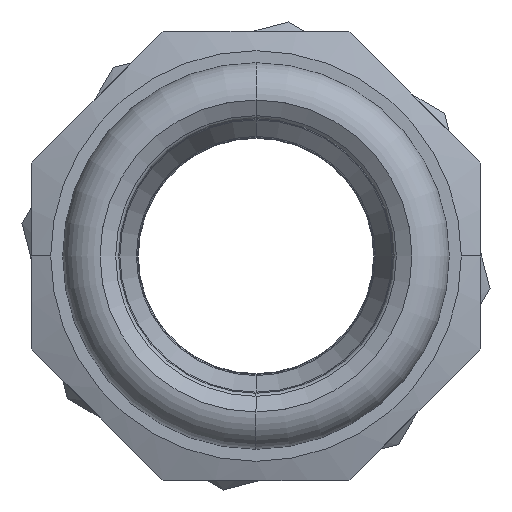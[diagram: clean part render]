
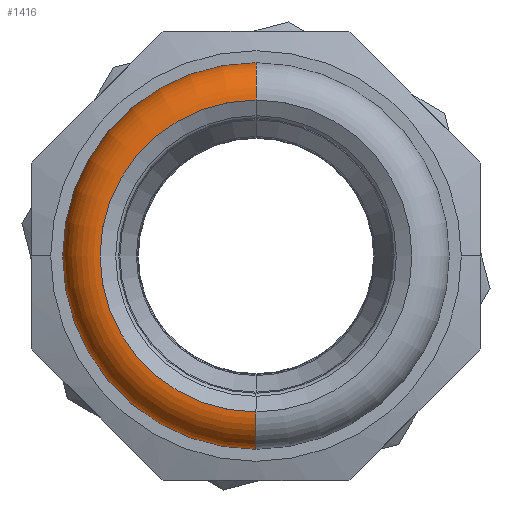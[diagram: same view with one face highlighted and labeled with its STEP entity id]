
A CAD part, left-side view. The second image highlights one B-rep face of the part: STEP entity #1416.
In plain terms, the highlighted toroidal (fillet/blend) face has major radius 12.501 mm and minor radius 3 mm.
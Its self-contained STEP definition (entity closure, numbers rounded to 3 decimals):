
#78 = CARTESIAN_POINT ( 'NONE',  ( -27.903, 0., -14.003 ) ) ;
#118 = ORIENTED_EDGE ( 'NONE', *, *, #1013, .T. ) ;
#133 = AXIS2_PLACEMENT_3D ( 'NONE', #2104, #737, #1820 ) ;
#215 = CARTESIAN_POINT ( 'NONE',  ( -33.5, 0., 0. ) ) ;
#303 = CARTESIAN_POINT ( 'NONE',  ( -33.5, 0., 12.5 ) ) ;
#519 = CARTESIAN_POINT ( 'NONE',  ( -30.5, 0., 0. ) ) ;
#673 = VERTEX_POINT ( 'NONE', #78 ) ;
#683 = AXIS2_PLACEMENT_3D ( 'NONE', #215, #1377, #1625 ) ;
#737 = DIRECTION ( 'NONE',  ( -1., 0., 0. ) ) ;
#889 = ORIENTED_EDGE ( 'NONE', *, *, #1679, .F. ) ;
#1013 = EDGE_CURVE ( 'NONE', #1604, #673, #3424, .T. ) ;
#1027 = CARTESIAN_POINT ( 'NONE',  ( -27.903, 0., 14.003 ) ) ;
#1049 = AXIS2_PLACEMENT_3D ( 'NONE', #519, #3241, #1569 ) ;
#1172 = EDGE_LOOP ( 'NONE', ( #118, #1368, #1821, #889 ) ) ;
#1368 = ORIENTED_EDGE ( 'NONE', *, *, #3072, .T. ) ;
#1377 = DIRECTION ( 'NONE',  ( -1., 0., 0. ) ) ;
#1416 = ADVANCED_FACE ( 'NONE', ( #1605 ), #3527, .T. ) ;
#1569 = DIRECTION ( 'NONE',  ( 0., 0., 1. ) ) ;
#1604 = VERTEX_POINT ( 'NONE', #1027 ) ;
#1605 = FACE_OUTER_BOUND ( 'NONE', #1172, .T. ) ;
#1625 = DIRECTION ( 'NONE',  ( 0., 0., 1. ) ) ;
#1679 = EDGE_CURVE ( 'NONE', #1604, #3153, #2095, .T. ) ;
#1729 = AXIS2_PLACEMENT_3D ( 'NONE', #2446, #2691, #3283 ) ;
#1820 = DIRECTION ( 'NONE',  ( 0., 0., 1. ) ) ;
#1821 = ORIENTED_EDGE ( 'NONE', *, *, #2628, .F. ) ;
#1825 = VERTEX_POINT ( 'NONE', #3021 ) ;
#1940 = CIRCLE ( 'NONE', #683, 12.5 ) ;
#2095 = CIRCLE ( 'NONE', #2952, 3. ) ;
#2104 = CARTESIAN_POINT ( 'NONE',  ( -27.903, 0., 0. ) ) ;
#2446 = CARTESIAN_POINT ( 'NONE',  ( -30.5, 0., -12.5 ) ) ;
#2628 = EDGE_CURVE ( 'NONE', #3153, #1825, #1940, .T. ) ;
#2630 = CARTESIAN_POINT ( 'NONE',  ( -30.5, 0., 12.5 ) ) ;
#2691 = DIRECTION ( 'NONE',  ( 0., 1., 0. ) ) ;
#2850 = CIRCLE ( 'NONE', #1729, 3. ) ;
#2952 = AXIS2_PLACEMENT_3D ( 'NONE', #2630, #3478, #3167 ) ;
#3021 = CARTESIAN_POINT ( 'NONE',  ( -33.5, 0., -12.5 ) ) ;
#3072 = EDGE_CURVE ( 'NONE', #673, #1825, #2850, .T. ) ;
#3153 = VERTEX_POINT ( 'NONE', #303 ) ;
#3167 = DIRECTION ( 'NONE',  ( 0., 0., -1. ) ) ;
#3241 = DIRECTION ( 'NONE',  ( -1., 0., 0. ) ) ;
#3283 = DIRECTION ( 'NONE',  ( 0., 0., 1. ) ) ;
#3424 = CIRCLE ( 'NONE', #133, 14.003 ) ;
#3478 = DIRECTION ( 'NONE',  ( 0., -1., 0. ) ) ;
#3527 = TOROIDAL_SURFACE ( 'NONE', #1049, 12.5, 3. ) ;
